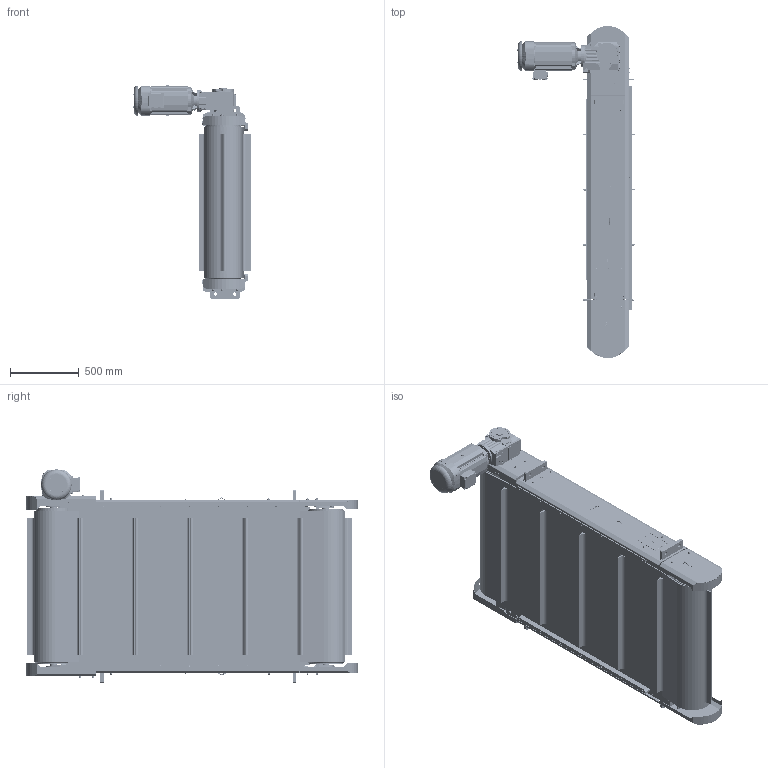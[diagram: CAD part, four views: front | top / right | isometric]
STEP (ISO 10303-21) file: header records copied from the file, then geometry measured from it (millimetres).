
FILE_DESCRIPTION(/* description */ (''),/* implementation_level */ '2;1');
FILE_NAME(/* name */ 'RONC140361.stp',/* time_stamp */ '2023-11-13T14:15:11+01:00',/* author */ ('PH'),/* organization */ (''),/* preprocessor_version */ 'ST-DEVELOPER v18.1',/* originating_system */ 'Autodesk Inventor 2021',/* authorisation */ '');
FILE_SCHEMA (('AUTOMOTIVE_DESIGN { 1 0 10303 214 3 1 1 }'));
Products named in the file (1): RONC140361
Bounding box: 855.5 x 2411.96 x 1549.1 mm (x, y, z)
Volume: 132786694.3 mm3; surface area: 34123332.5 mm2
Topology: 12 solids, 12 shells, 6205 faces, 16210 edges, 10335 vertices
Faces by surface type: plane 3669, cylinder 1689, cone 619, torus 149, bspline 66, sphere 13
Full cylindrical faces by diameter (mm): 1 x4, 5 x4, 5.459 x4, 6 x71, 6.4 x6, 6.5 x10, 6.6 x14, 6.647 x5, 7 x36, 7.323 x17, 7.782 x3, 8 x80, 8.4 x37, 8.5 x8, 8.7 x4, 9 x6, 9.188 x3, 9.728 x2, 10 x51, 10.5 x1, 11 x15, 11.4 x17, 12 x22, 12.5 x4, 13 x27, 13.835 x7, 14 x9, 15 x10, 15.4 x7, 16 x39
Entity records: 200822 total; most frequent: CARTESIAN_POINT 41467, ORIENTED_EDGE 32280, DIRECTION 31867, EDGE_CURVE 16140, AXIS2_PLACEMENT_3D 11181, VERTEX_POINT 10347, LINE 9505, VECTOR 9505
